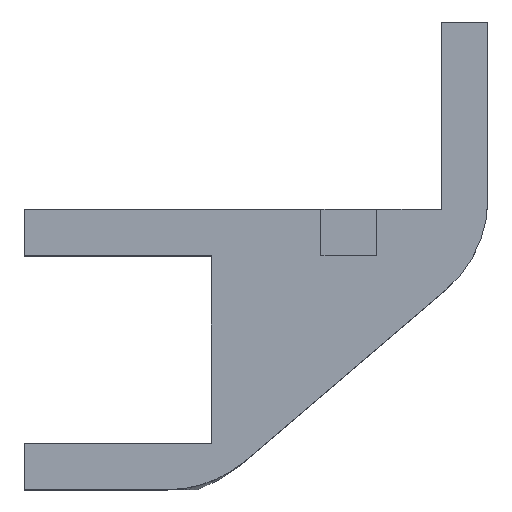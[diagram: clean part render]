
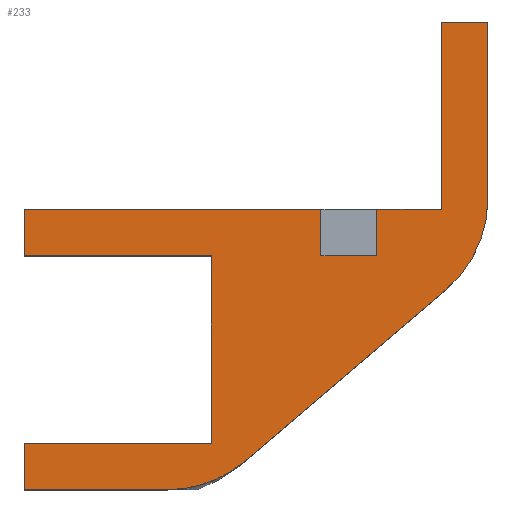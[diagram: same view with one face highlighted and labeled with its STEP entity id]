
A CAD part, top view. The second image highlights one B-rep face of the part: STEP entity #233.
In plain terms, the highlighted planar face has unit normal (0, 0, 1).
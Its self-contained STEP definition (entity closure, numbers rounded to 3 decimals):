
#32 = VERTEX_POINT('',#33);
#33 = CARTESIAN_POINT('',(104.,-109.6,119.));
#39 = EDGE_CURVE('',#32,#40,#42,.T.);
#40 = VERTEX_POINT('',#41);
#41 = CARTESIAN_POINT('',(104.,-128.599,119.));
#42 = LINE('',#43,#44);
#43 = CARTESIAN_POINT('',(104.,-109.6,119.));
#44 = VECTOR('',#45,1.);
#45 = DIRECTION('',(-0.,-1.,-0.));
#190 = VERTEX_POINT('',#191);
#191 = CARTESIAN_POINT('',(99.433,-138.493,119.));
#197 = EDGE_CURVE('',#40,#190,#198,.T.);
#198 = CIRCLE('',#199,13.);
#199 = AXIS2_PLACEMENT_3D('',#200,#201,#202);
#200 = CARTESIAN_POINT('',(91.,-128.599,119.));
#201 = DIRECTION('',(0.,0.,-1.));
#202 = DIRECTION('',(-0.,-1.,-0.));
#214 = VERTEX_POINT('',#215);
#215 = CARTESIAN_POINT('',(99.,-109.6,119.));
#221 = EDGE_CURVE('',#214,#32,#222,.T.);
#222 = LINE('',#223,#224);
#223 = CARTESIAN_POINT('',(99.,-109.6,119.));
#224 = VECTOR('',#225,1.);
#225 = DIRECTION('',(1.,0.,0.));
#233 = ADVANCED_FACE('',(#234),#350,.T.);
#234 = FACE_BOUND('',#235,.F.);
#235 = EDGE_LOOP('',(#236,#246,#254,#262,#270,#278,#286,#294,#302,#310,
    #318,#326,#332,#333,#334,#335,#343));
#236 = ORIENTED_EDGE('',*,*,#237,.T.);
#237 = EDGE_CURVE('',#238,#240,#242,.T.);
#238 = VERTEX_POINT('',#239);
#239 = CARTESIAN_POINT('',(69.411,-160.,119.));
#240 = VERTEX_POINT('',#241);
#241 = CARTESIAN_POINT('',(54.,-160.,119.));
#242 = LINE('',#243,#244);
#243 = CARTESIAN_POINT('',(74.2,-160.,119.));
#244 = VECTOR('',#245,1.);
#245 = DIRECTION('',(-1.,-0.,-0.));
#246 = ORIENTED_EDGE('',*,*,#247,.T.);
#247 = EDGE_CURVE('',#240,#248,#250,.T.);
#248 = VERTEX_POINT('',#249);
#249 = CARTESIAN_POINT('',(54.,-155.,119.));
#250 = LINE('',#251,#252);
#251 = CARTESIAN_POINT('',(54.,-160.,119.));
#252 = VECTOR('',#253,1.);
#253 = DIRECTION('',(0.,1.,0.));
#254 = ORIENTED_EDGE('',*,*,#255,.T.);
#255 = EDGE_CURVE('',#248,#256,#258,.T.);
#256 = VERTEX_POINT('',#257);
#257 = CARTESIAN_POINT('',(74.2,-155.,119.));
#258 = LINE('',#259,#260);
#259 = CARTESIAN_POINT('',(54.,-155.,119.));
#260 = VECTOR('',#261,1.);
#261 = DIRECTION('',(1.,0.,0.));
#262 = ORIENTED_EDGE('',*,*,#263,.T.);
#263 = EDGE_CURVE('',#256,#264,#266,.T.);
#264 = VERTEX_POINT('',#265);
#265 = CARTESIAN_POINT('',(74.2,-134.8,119.));
#266 = LINE('',#267,#268);
#267 = CARTESIAN_POINT('',(74.2,-155.,119.));
#268 = VECTOR('',#269,1.);
#269 = DIRECTION('',(0.,1.,0.));
#270 = ORIENTED_EDGE('',*,*,#271,.T.);
#271 = EDGE_CURVE('',#264,#272,#274,.T.);
#272 = VERTEX_POINT('',#273);
#273 = CARTESIAN_POINT('',(54.,-134.8,119.));
#274 = LINE('',#275,#276);
#275 = CARTESIAN_POINT('',(74.2,-134.8,119.));
#276 = VECTOR('',#277,1.);
#277 = DIRECTION('',(-1.,-0.,-0.));
#278 = ORIENTED_EDGE('',*,*,#279,.T.);
#279 = EDGE_CURVE('',#272,#280,#282,.T.);
#280 = VERTEX_POINT('',#281);
#281 = CARTESIAN_POINT('',(54.,-129.8,119.));
#282 = LINE('',#283,#284);
#283 = CARTESIAN_POINT('',(54.,-134.8,119.));
#284 = VECTOR('',#285,1.);
#285 = DIRECTION('',(0.,1.,0.));
#286 = ORIENTED_EDGE('',*,*,#287,.T.);
#287 = EDGE_CURVE('',#280,#288,#290,.T.);
#288 = VERTEX_POINT('',#289);
#289 = CARTESIAN_POINT('',(86.,-129.8,119.));
#290 = LINE('',#291,#292);
#291 = CARTESIAN_POINT('',(54.,-129.8,119.));
#292 = VECTOR('',#293,1.);
#293 = DIRECTION('',(1.,0.,0.));
#294 = ORIENTED_EDGE('',*,*,#295,.T.);
#295 = EDGE_CURVE('',#288,#296,#298,.T.);
#296 = VERTEX_POINT('',#297);
#297 = CARTESIAN_POINT('',(86.,-134.8,119.));
#298 = LINE('',#299,#300);
#299 = CARTESIAN_POINT('',(86.,-129.8,119.));
#300 = VECTOR('',#301,1.);
#301 = DIRECTION('',(-0.,-1.,-0.));
#302 = ORIENTED_EDGE('',*,*,#303,.T.);
#303 = EDGE_CURVE('',#296,#304,#306,.T.);
#304 = VERTEX_POINT('',#305);
#305 = CARTESIAN_POINT('',(92.,-134.8,119.));
#306 = LINE('',#307,#308);
#307 = CARTESIAN_POINT('',(86.,-134.8,119.));
#308 = VECTOR('',#309,1.);
#309 = DIRECTION('',(1.,0.,0.));
#310 = ORIENTED_EDGE('',*,*,#311,.T.);
#311 = EDGE_CURVE('',#304,#312,#314,.T.);
#312 = VERTEX_POINT('',#313);
#313 = CARTESIAN_POINT('',(92.,-129.8,119.));
#314 = LINE('',#315,#316);
#315 = CARTESIAN_POINT('',(92.,-134.8,119.));
#316 = VECTOR('',#317,1.);
#317 = DIRECTION('',(0.,1.,0.));
#318 = ORIENTED_EDGE('',*,*,#319,.T.);
#319 = EDGE_CURVE('',#312,#320,#322,.T.);
#320 = VERTEX_POINT('',#321);
#321 = CARTESIAN_POINT('',(99.,-129.8,119.));
#322 = LINE('',#323,#324);
#323 = CARTESIAN_POINT('',(54.,-129.8,119.));
#324 = VECTOR('',#325,1.);
#325 = DIRECTION('',(1.,0.,0.));
#326 = ORIENTED_EDGE('',*,*,#327,.T.);
#327 = EDGE_CURVE('',#320,#214,#328,.T.);
#328 = LINE('',#329,#330);
#329 = CARTESIAN_POINT('',(99.,-129.8,119.));
#330 = VECTOR('',#331,1.);
#331 = DIRECTION('',(0.,1.,0.));
#332 = ORIENTED_EDGE('',*,*,#221,.T.);
#333 = ORIENTED_EDGE('',*,*,#39,.T.);
#334 = ORIENTED_EDGE('',*,*,#197,.T.);
#335 = ORIENTED_EDGE('',*,*,#336,.T.);
#336 = EDGE_CURVE('',#190,#337,#339,.T.);
#337 = VERTEX_POINT('',#338);
#338 = CARTESIAN_POINT('',(77.844,-156.894,119.));
#339 = LINE('',#340,#341);
#340 = CARTESIAN_POINT('',(104.,-134.6,119.));
#341 = VECTOR('',#342,1.);
#342 = DIRECTION('',(-0.761,-0.649,-0.));
#343 = ORIENTED_EDGE('',*,*,#344,.T.);
#344 = EDGE_CURVE('',#337,#238,#345,.T.);
#345 = CIRCLE('',#346,13.);
#346 = AXIS2_PLACEMENT_3D('',#347,#348,#349);
#347 = CARTESIAN_POINT('',(69.411,-147.,119.));
#348 = DIRECTION('',(0.,0.,-1.));
#349 = DIRECTION('',(-0.,-1.,-0.));
#350 = PLANE('',#351);
#351 = AXIS2_PLACEMENT_3D('',#352,#353,#354);
#352 = CARTESIAN_POINT('',(79.775,-138.078,119.));
#353 = DIRECTION('',(0.,0.,1.));
#354 = DIRECTION('',(1.,0.,0.));
